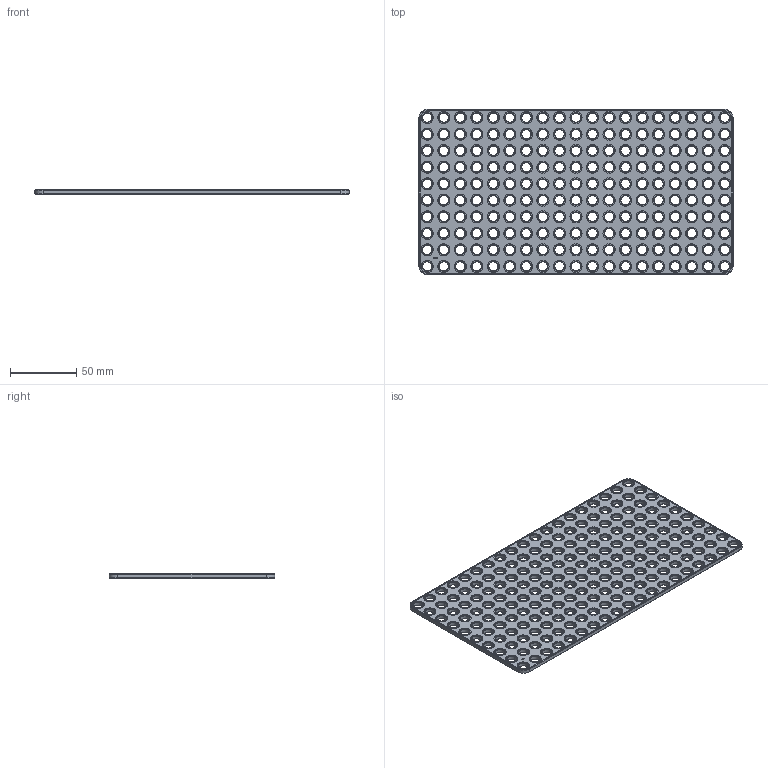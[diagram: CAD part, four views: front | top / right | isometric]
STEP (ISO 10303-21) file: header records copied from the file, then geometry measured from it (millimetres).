
FILE_DESCRIPTION(('FreeCAD Model'),'2;1');
FILE_NAME('Open CASCADE Shape Model','2024-10-09T00:21:53',(''),(''), 'Open CASCADE STEP processor 7.7','FreeCAD','Unknown');
FILE_SCHEMA(('AUTOMOTIVE_DESIGN { 1 0 10303 214 1 1 1 1 }'));
Length unit declared in the file: millimetre
Products named in the file (1): Plate RCT CRNR BU19x10x00.25 - SPN-PLT-0229 (stemfie.org)
Bounding box: 237.5 x 125 x 3.12 mm (x, y, z)
Volume: 66076.6 mm3; surface area: 59538.9 mm2
Topology: 1 solids, 1 shells, 1446 faces, 3270 edges, 2048 vertices
Faces by surface type: plane 512, cylinder 388, cone 388, extrusion 158
Full cylindrical faces by diameter (mm): 7 x190, 9.2 x190
Entity records: 41608 total; most frequent: CARTESIAN_POINT 8053, DIRECTION 6854, ORIENTED_EDGE 6540, EDGE_CURVE 3270, AXIS2_PLACEMENT_3D 2453, FACE_BOUND 2048, EDGE_LOOP 2048, VERTEX_POINT 2048
